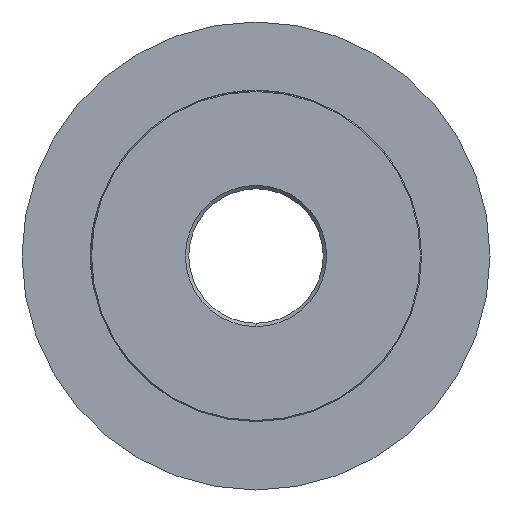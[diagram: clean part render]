
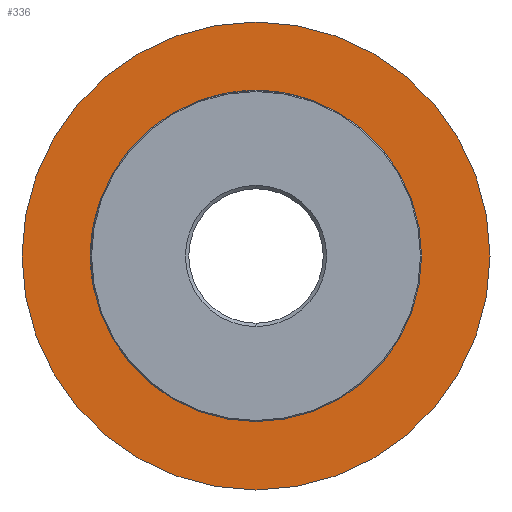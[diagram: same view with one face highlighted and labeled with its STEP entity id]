
A CAD part, left-side view. The second image highlights one B-rep face of the part: STEP entity #336.
In plain terms, the highlighted planar face has unit normal (-1, 0, 0).
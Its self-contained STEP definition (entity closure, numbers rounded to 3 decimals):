
#336 = ADVANCED_FACE ( 'NONE', ( #11873, #8762 ), #4309, .T. ) ;
#470 = CIRCLE ( 'NONE', #7918, 9.85 ) ;
#1000 = CARTESIAN_POINT ( 'NONE',  ( 9.18, 0., 0. ) ) ;
#1214 = VERTEX_POINT ( 'NONE', #4552 ) ;
#1339 = DIRECTION ( 'NONE',  ( 0., 0., 1. ) ) ;
#1681 = CARTESIAN_POINT ( 'NONE',  ( 9.18, 0., 13.923 ) ) ;
#1756 = EDGE_CURVE ( 'NONE', #1214, #2590, #2318, .T. ) ;
#2250 = DIRECTION ( 'NONE',  ( -1., 0., 0. ) ) ;
#2318 = CIRCLE ( 'NONE', #8420, 13.923 ) ;
#2590 = VERTEX_POINT ( 'NONE', #1681 ) ;
#3000 = DIRECTION ( 'NONE',  ( -1., 0., 0. ) ) ;
#3839 = DIRECTION ( 'NONE',  ( -1., 0., 0. ) ) ;
#3999 = DIRECTION ( 'NONE',  ( -1., 0., 0. ) ) ;
#4309 = PLANE ( 'NONE',  #6102 ) ;
#4552 = CARTESIAN_POINT ( 'NONE',  ( 9.18, 0., -13.923 ) ) ;
#5111 = EDGE_LOOP ( 'NONE', ( #7025, #10284 ) ) ;
#5514 = DIRECTION ( 'NONE',  ( 0., 0., 1. ) ) ;
#5718 = DIRECTION ( 'NONE',  ( -1., 0., 0. ) ) ;
#5919 = EDGE_CURVE ( 'NONE', #6232, #12504, #12686, .T. ) ;
#6102 = AXIS2_PLACEMENT_3D ( 'NONE', #1000, #2250, #5514 ) ;
#6232 = VERTEX_POINT ( 'NONE', #7085 ) ;
#6391 = DIRECTION ( 'NONE',  ( 0., 0., 1. ) ) ;
#6919 = CARTESIAN_POINT ( 'NONE',  ( 9.18, 0., 0. ) ) ;
#7025 = ORIENTED_EDGE ( 'NONE', *, *, #13126, .F. ) ;
#7085 = CARTESIAN_POINT ( 'NONE',  ( 9.18, 0., -9.85 ) ) ;
#7646 = ORIENTED_EDGE ( 'NONE', *, *, #1756, .T. ) ;
#7918 = AXIS2_PLACEMENT_3D ( 'NONE', #11426, #3999, #1339 ) ;
#7955 = AXIS2_PLACEMENT_3D ( 'NONE', #9365, #3000, #6391 ) ;
#8322 = ORIENTED_EDGE ( 'NONE', *, *, #11501, .T. ) ;
#8420 = AXIS2_PLACEMENT_3D ( 'NONE', #6919, #5718, #11166 ) ;
#8762 = FACE_BOUND ( 'NONE', #5111, .T. ) ;
#9365 = CARTESIAN_POINT ( 'NONE',  ( 9.18, 0., 0. ) ) ;
#9499 = CARTESIAN_POINT ( 'NONE',  ( 9.18, 0., 0. ) ) ;
#10284 = ORIENTED_EDGE ( 'NONE', *, *, #5919, .F. ) ;
#11166 = DIRECTION ( 'NONE',  ( 0., 0., 1. ) ) ;
#11426 = CARTESIAN_POINT ( 'NONE',  ( 9.18, 0., 0. ) ) ;
#11501 = EDGE_CURVE ( 'NONE', #2590, #1214, #11621, .T. ) ;
#11610 = AXIS2_PLACEMENT_3D ( 'NONE', #9499, #3839, #13619 ) ;
#11621 = CIRCLE ( 'NONE', #11610, 13.923 ) ;
#11832 = CARTESIAN_POINT ( 'NONE',  ( 9.18, 0., 9.85 ) ) ;
#11873 = FACE_OUTER_BOUND ( 'NONE', #13964, .T. ) ;
#12504 = VERTEX_POINT ( 'NONE', #11832 ) ;
#12686 = CIRCLE ( 'NONE', #7955, 9.85 ) ;
#13126 = EDGE_CURVE ( 'NONE', #12504, #6232, #470, .T. ) ;
#13619 = DIRECTION ( 'NONE',  ( 0., 0., 1. ) ) ;
#13964 = EDGE_LOOP ( 'NONE', ( #8322, #7646 ) ) ;
